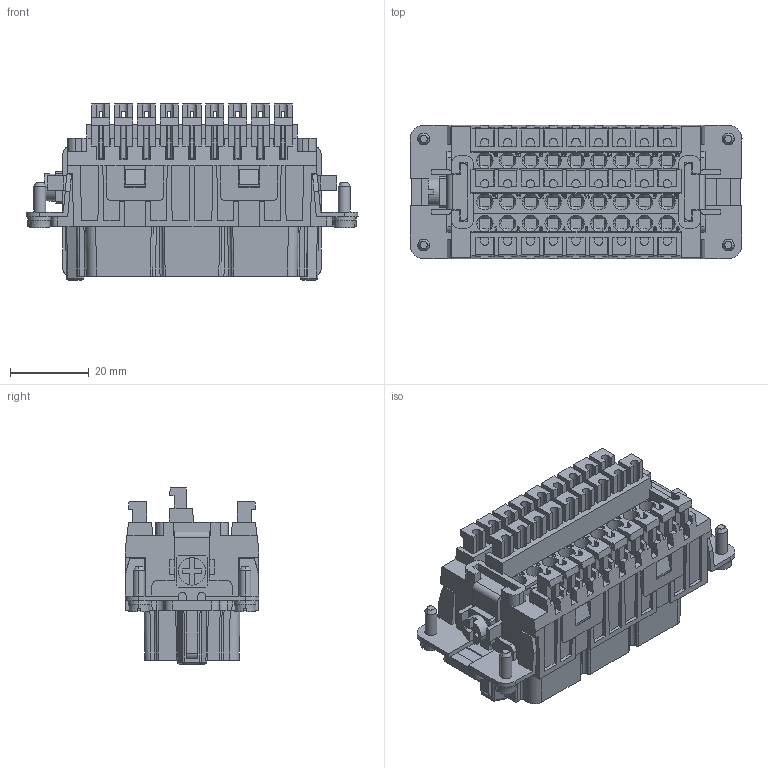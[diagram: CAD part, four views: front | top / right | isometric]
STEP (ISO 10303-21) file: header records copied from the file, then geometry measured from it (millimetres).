
FILE_DESCRIPTION(('Creo Elements/Direct Modeling STEP Export'),'2;1');
FILE_NAME('0lndrr043e77mjg1056','2016-06-28T14:30:52',(''),(''),'PTC Creo Elements/Direct Modeling STEP processor for AP214 (Solid Model)','PTC Creo Elements/Direct Modeling 19.0B 21-Mar-2015 (C) Parametric Technology GmbH','');
FILE_SCHEMA(('AUTOMOTIVE_DESIGN { 1 0 10303 214 1 1 1 1 }'));
Products named in the file (2): CDSHF_27
Assembly tree (1 placements, depth 2):
  CDSHF_27
    CDSHF_27
Bounding box: 84.5 x 34 x 44.8 mm (x, y, z)
Volume: 60350.9 mm3; surface area: 30866.7 mm2
Topology: 1 solids, 1 shells, 2189 faces, 10109 edges, 8180 vertices
Faces by surface type: plane 1691, cylinder 360, cone 124, sphere 12, torus 2
Entity records: 122782 total; most frequent: CARTESIAN_POINT 22079, ORIENTED_EDGE 20194, DIRECTION 14179, EDGE_CURVE 10097, VECTOR 8785, LINE 8785, VERTEX_POINT 8180, AXIS2_PLACEMENT_3D 2697
